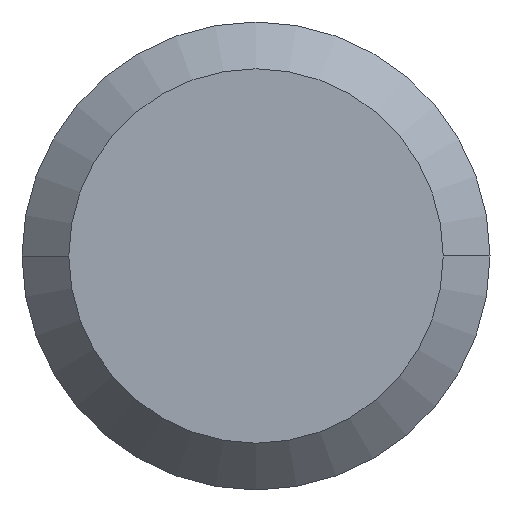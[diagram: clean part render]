
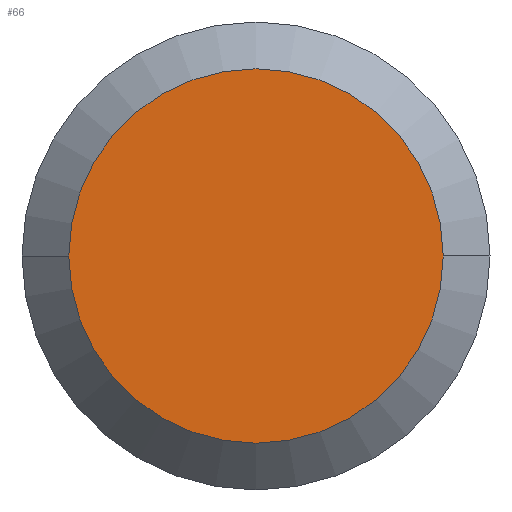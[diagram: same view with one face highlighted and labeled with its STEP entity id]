
A CAD part, left-side view. The second image highlights one B-rep face of the part: STEP entity #66.
In plain terms, the highlighted planar face has unit normal (-1, 0, 0).
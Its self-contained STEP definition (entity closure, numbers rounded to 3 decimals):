
#12 = VERTEX_POINT ( 'NONE', #401 ) ;
#30 = DIRECTION ( 'NONE',  ( 1., 0., 0. ) ) ;
#34 = DIRECTION ( 'NONE',  ( 1., 0., 0. ) ) ;
#48 = AXIS2_PLACEMENT_3D ( 'NONE', #171, #295, #201 ) ;
#50 = FACE_OUTER_BOUND ( 'NONE', #173, .T. ) ;
#66 = ADVANCED_FACE ( 'NONE', ( #50 ), #142, .T. ) ;
#132 = EDGE_CURVE ( 'NONE', #12, #226, #349, .T. ) ;
#142 = PLANE ( 'NONE',  #48 ) ;
#154 = AXIS2_PLACEMENT_3D ( 'NONE', #343, #34, #186 ) ;
#165 = EDGE_CURVE ( 'NONE', #226, #12, #335, .T. ) ;
#167 = ORIENTED_EDGE ( 'NONE', *, *, #132, .F. ) ;
#171 = CARTESIAN_POINT ( 'NONE',  ( -64., 0., 0. ) ) ;
#173 = EDGE_LOOP ( 'NONE', ( #167, #358 ) ) ;
#182 = CARTESIAN_POINT ( 'NONE',  ( -64., 0., 0. ) ) ;
#186 = DIRECTION ( 'NONE',  ( 0., 1., 0. ) ) ;
#201 = DIRECTION ( 'NONE',  ( 0., -1., 0. ) ) ;
#226 = VERTEX_POINT ( 'NONE', #273 ) ;
#273 = CARTESIAN_POINT ( 'NONE',  ( -64., -2.4, 0. ) ) ;
#295 = DIRECTION ( 'NONE',  ( -1., 0., 0. ) ) ;
#329 = AXIS2_PLACEMENT_3D ( 'NONE', #182, #30, #377 ) ;
#335 = CIRCLE ( 'NONE', #154, 2.4 ) ;
#343 = CARTESIAN_POINT ( 'NONE',  ( -64., 0., 0. ) ) ;
#349 = CIRCLE ( 'NONE', #329, 2.4 ) ;
#358 = ORIENTED_EDGE ( 'NONE', *, *, #165, .F. ) ;
#377 = DIRECTION ( 'NONE',  ( 0., 1., 0. ) ) ;
#401 = CARTESIAN_POINT ( 'NONE',  ( -64., 2.4, 0. ) ) ;
